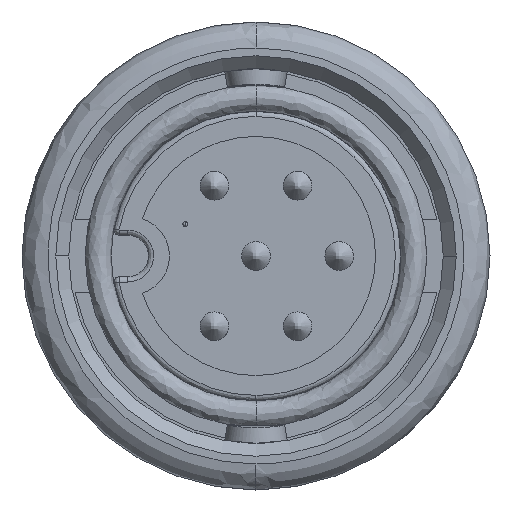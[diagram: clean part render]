
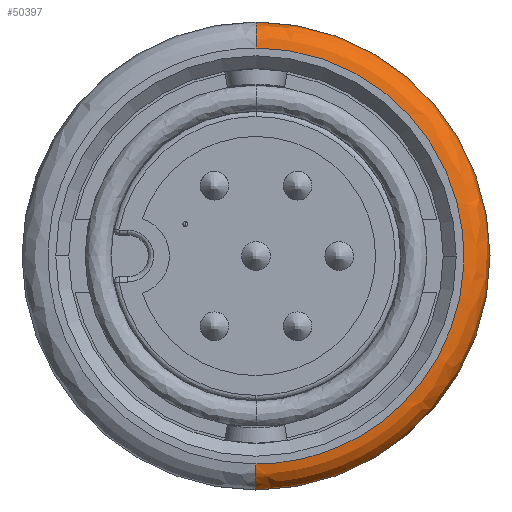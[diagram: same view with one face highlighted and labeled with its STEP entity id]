
A CAD part, left-side view. The second image highlights one B-rep face of the part: STEP entity #50397.
In plain terms, the highlighted free-form (B-spline) face has degree [3, 3] with [4, 4] control points.
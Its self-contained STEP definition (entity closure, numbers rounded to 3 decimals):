
#2596 = CARTESIAN_POINT ( 'NONE',  ( -12.986, 0., -9. ) ) ;
#3127 = VERTEX_POINT ( 'NONE', #43537 ) ;
#4476 = CARTESIAN_POINT ( 'NONE',  ( -12.4, 0., -8. ) ) ;
#5275 = AXIS2_PLACEMENT_3D ( 'NONE', #7013, #36174, #11122 ) ;
#5738 = VERTEX_POINT ( 'NONE', #35508 ) ;
#6739 = CARTESIAN_POINT ( 'NONE',  ( -12.986, -18., 9. ) ) ;
#7013 = CARTESIAN_POINT ( 'NONE',  ( -12.4, 0., 8. ) ) ;
#8639 = DIRECTION ( 'NONE',  ( 0., 0., -1. ) ) ;
#10845 = CARTESIAN_POINT ( 'NONE',  ( -12.4, 0., -9. ) ) ;
#11122 = DIRECTION ( 'NONE',  ( 0., 0., 1. ) ) ;
#11310 = CARTESIAN_POINT ( 'NONE',  ( -13.4, 0., -8. ) ) ;
#12500 = AXIS2_PLACEMENT_3D ( 'NONE', #40753, #40687, #40566 ) ;
#13037 = CARTESIAN_POINT ( 'NONE',  ( -13.4, 0., -8. ) ) ;
#14870 = CARTESIAN_POINT ( 'NONE',  ( -13.4, 0., -8. ) ) ;
#15054 = CARTESIAN_POINT ( 'NONE',  ( -12.4, -18., 9. ) ) ;
#15733 = EDGE_CURVE ( 'NONE', #3127, #20454, #34975, .T. ) ;
#15791 = FACE_OUTER_BOUND ( 'NONE', #28452, .T. ) ;
#19112 = CARTESIAN_POINT ( 'NONE',  ( -13.4, 0., 8. ) ) ;
#20454 = VERTEX_POINT ( 'NONE', #50350 ) ;
#21128 = CARTESIAN_POINT ( 'NONE',  ( -13.4, -16., 8. ) ) ;
#23291 = CARTESIAN_POINT ( 'NONE',  ( -13.4, -17.172, -8.586 ) ) ;
#25859 = CIRCLE ( 'NONE', #5275, 1. ) ;
#26206 = AXIS2_PLACEMENT_3D ( 'NONE', #4476, #33540, #8639 ) ;
#26457 = ORIENTED_EDGE ( 'NONE', *, *, #15733, .F. ) ;
#27455 = CARTESIAN_POINT ( 'NONE',  ( -13.4, 0., 8.586 ) ) ;
#28452 = EDGE_LOOP ( 'NONE', ( #31103, #48555, #26457, #45648 ) ) ;
#31103 = ORIENTED_EDGE ( 'NONE', *, *, #34438, .T. ) ;
#31438 = CARTESIAN_POINT ( 'NONE',  ( -13.4, -16., -8. ) ) ;
#31609 = CARTESIAN_POINT ( 'NONE',  ( -12.986, -18., -9. ) ) ;
#33540 = DIRECTION ( 'NONE',  ( 0., -1., 0. ) ) ;
#34438 = EDGE_CURVE ( 'NONE', #5738, #47056, #46281, .T. ) ;
#34975 = CIRCLE ( 'NONE', #12500, 9. ) ;
#35508 = CARTESIAN_POINT ( 'NONE',  ( -13.4, 0., 8. ) ) ;
#35879 = CARTESIAN_POINT ( 'NONE',  ( -12.986, 0., 9. ) ) ;
#36174 = DIRECTION ( 'NONE',  ( 0., 1., 0. ) ) ;
#37803 = EDGE_CURVE ( 'NONE', #5738, #3127, #25859, .T. ) ;
#38099 = CARTESIAN_POINT ( 'NONE',  ( -13.4, -16., -8. ) ) ;
#40154 = CARTESIAN_POINT ( 'NONE',  ( -12.4, -18., -9. ) ) ;
#40566 = DIRECTION ( 'NONE',  ( 0., 0., 1. ) ) ;
#40687 = DIRECTION ( 'NONE',  ( 1., 0., 0. ) ) ;
#40753 = CARTESIAN_POINT ( 'NONE',  ( -12.4, 0., 0. ) ) ;
#41357 = EDGE_CURVE ( 'NONE', #47056, #20454, #50017, .T. ) ;
#41853 = CARTESIAN_POINT ( 'NONE',  ( -13.4, 0., 8. ) ) ;
#43537 = CARTESIAN_POINT ( 'NONE',  ( -12.4, 0., 9. ) ) ;
#44217 = CARTESIAN_POINT ( 'NONE',  ( -13.4, -16., 8. ) ) ;
#44398 = CARTESIAN_POINT ( 'NONE',  ( -12.4, 0., 9. ) ) ;
#44805 =( BOUNDED_SURFACE ( )  B_SPLINE_SURFACE ( 3, 3, ( 
 ( #14870, #31438, #44217, #19112 ),
 ( #48405, #23291, #52640, #27455 ),
 ( #2596, #31609, #6739, #35879 ),
 ( #10845, #40154, #15054, #44398 ) ),
 .UNSPECIFIED., .F., .F., .F. ) 
 B_SPLINE_SURFACE_WITH_KNOTS ( ( 4, 4 ),
 ( 4, 4 ),
 ( 0., 1. ),
 ( 0., 1. ),
 .UNSPECIFIED. ) 
 GEOMETRIC_REPRESENTATION_ITEM ( )  RATIONAL_B_SPLINE_SURFACE ( (
 ( 1., 0.333, 0.333, 1.),
 ( 0.805, 0.268, 0.268, 0.805),
 ( 0.805, 0.268, 0.268, 0.805),
 ( 1., 0.333, 0.333, 1.) ) ) 
 REPRESENTATION_ITEM ( '' )  SURFACE ( )  );
#45648 = ORIENTED_EDGE ( 'NONE', *, *, #37803, .F. ) ;
#46281 =( BOUNDED_CURVE ( )  B_SPLINE_CURVE ( 3, ( #41853, #21128, #38099, #13037 ),
 .UNSPECIFIED., .F., .F. ) 
 B_SPLINE_CURVE_WITH_KNOTS ( ( 4, 4 ),
 ( 0., 1. ),
 .UNSPECIFIED. ) 
 CURVE ( )  GEOMETRIC_REPRESENTATION_ITEM ( )  RATIONAL_B_SPLINE_CURVE ( ( 1., 0.333, 0.333, 1. ) ) 
 REPRESENTATION_ITEM ( '' )  );
#47056 = VERTEX_POINT ( 'NONE', #11310 ) ;
#48405 = CARTESIAN_POINT ( 'NONE',  ( -13.4, 0., -8.586 ) ) ;
#48555 = ORIENTED_EDGE ( 'NONE', *, *, #41357, .T. ) ;
#50017 = CIRCLE ( 'NONE', #26206, 1. ) ;
#50350 = CARTESIAN_POINT ( 'NONE',  ( -12.4, 0., -9. ) ) ;
#50397 = ADVANCED_FACE ( 'NONE', ( #15791 ), #44805, .T. ) ;
#52640 = CARTESIAN_POINT ( 'NONE',  ( -13.4, -17.172, 8.586 ) ) ;
